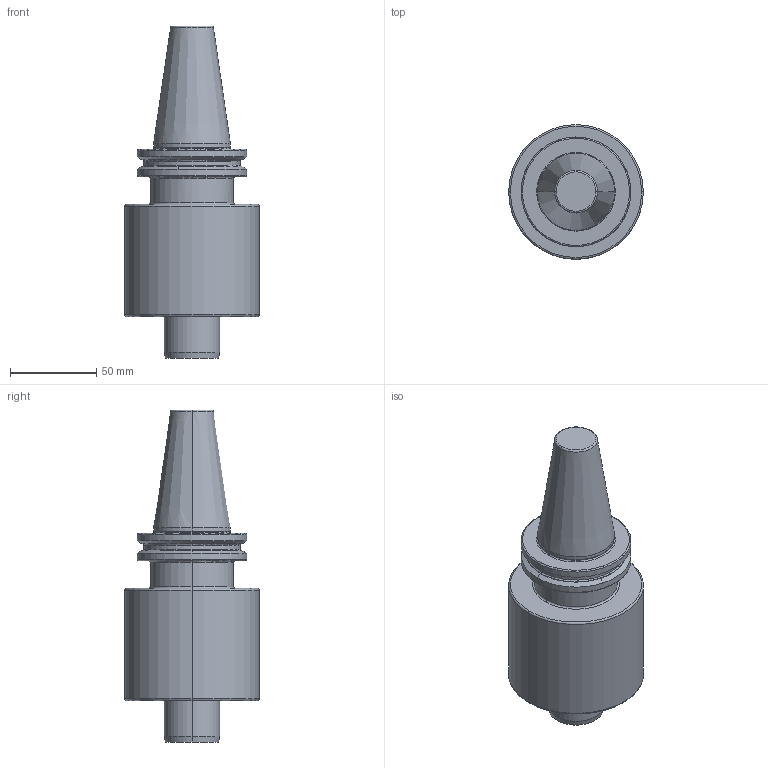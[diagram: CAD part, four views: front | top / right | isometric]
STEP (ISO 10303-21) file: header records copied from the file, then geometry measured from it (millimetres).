
FILE_DESCRIPTION(/* description */ (''),/* implementation_level */ '2;1');
FILE_NAME(/* name */ '1659669693429.stp',/* time_stamp */ '2022-08-05T08:51:44+05:00',/* author */ (''),/* organization */ ('SMS'),/* preprocessor_version */ 'ST-DEVELOPER v16.7',/* originating_system */ 'SIEMENS PLM Software NX 12.0',/* authorisation */ '');
FILE_SCHEMA (('AUTOMOTIVE_DESIGN { 1 0 10303 214 3 1 1 1 }'));
Length unit declared in the file: millimetre
Products named in the file (1): 204264361mod000_00
Bounding box: 78 x 78 x 192.25 mm (x, y, z)
Volume: 475618.6 mm3; surface area: 43185.4 mm2
Topology: 1 solids, 1 shells, 56 faces, 127 edges, 82 vertices
Faces by surface type: torus 23, cylinder 11, plane 10, cone 9, revolution 3
Full cylindrical faces by diameter (mm): 56 x1, 63.5 x2
Entity records: 1749 total; most frequent: CARTESIAN_POINT 430, DIRECTION 291, ORIENTED_EDGE 250, AXIS2_PLACEMENT_3D 135, EDGE_CURVE 125, VERTEX_POINT 78, CIRCLE 78, EDGE_LOOP 63
